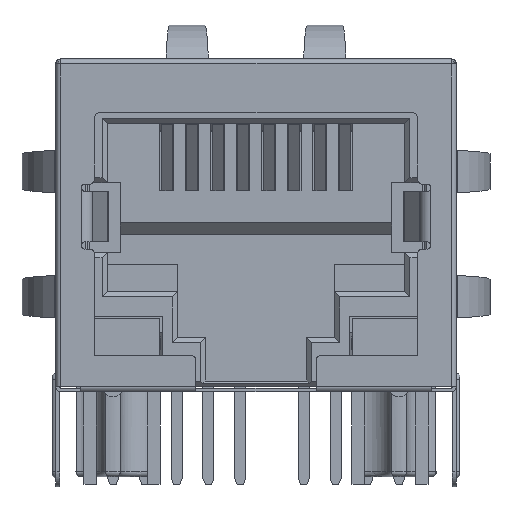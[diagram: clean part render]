
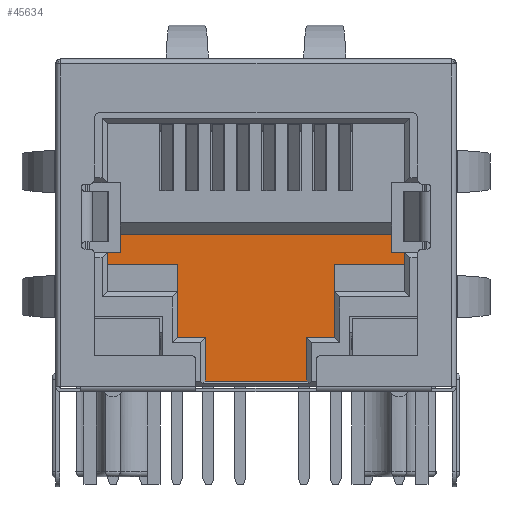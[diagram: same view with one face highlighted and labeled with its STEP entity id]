
A CAD part, front view. The second image highlights one B-rep face of the part: STEP entity #45634.
In plain terms, the highlighted planar face has unit normal (0, -1, 0).
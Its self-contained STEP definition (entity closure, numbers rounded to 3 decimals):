
#1894=ORIENTED_EDGE('',*,*,#12061,.F.);
#1895=ORIENTED_EDGE('',*,*,#12062,.T.);
#1896=ORIENTED_EDGE('',*,*,#12063,.F.);
#1897=ORIENTED_EDGE('',*,*,#12064,.F.);
#1898=ORIENTED_EDGE('',*,*,#12065,.F.);
#1899=ORIENTED_EDGE('',*,*,#12066,.F.);
#1900=ORIENTED_EDGE('',*,*,#12067,.T.);
#1901=ORIENTED_EDGE('',*,*,#12068,.T.);
#1902=ORIENTED_EDGE('',*,*,#12069,.F.);
#1903=ORIENTED_EDGE('',*,*,#12070,.T.);
#1904=ORIENTED_EDGE('',*,*,#12071,.T.);
#1905=ORIENTED_EDGE('',*,*,#12072,.T.);
#1906=ORIENTED_EDGE('',*,*,#12073,.T.);
#1907=ORIENTED_EDGE('',*,*,#12074,.T.);
#1908=ORIENTED_EDGE('',*,*,#12075,.T.);
#1909=ORIENTED_EDGE('',*,*,#12076,.T.);
#1910=ORIENTED_EDGE('',*,*,#12077,.T.);
#1911=ORIENTED_EDGE('',*,*,#12078,.T.);
#1912=ORIENTED_EDGE('',*,*,#12079,.T.);
#1913=ORIENTED_EDGE('',*,*,#12080,.F.);
#12061=EDGE_CURVE('',#17133,#17134,#20457,.T.);
#12062=EDGE_CURVE('',#17133,#17135,#20458,.T.);
#12063=EDGE_CURVE('',#17136,#17135,#20459,.T.);
#12064=EDGE_CURVE('',#17137,#17136,#20460,.T.);
#12065=EDGE_CURVE('',#17138,#17137,#20461,.T.);
#12066=EDGE_CURVE('',#17139,#17138,#20462,.T.);
#12067=EDGE_CURVE('',#17139,#17140,#20463,.T.);
#12068=EDGE_CURVE('',#17140,#17141,#20464,.T.);
#12069=EDGE_CURVE('',#17142,#17141,#20465,.T.);
#12070=EDGE_CURVE('',#17142,#17143,#20466,.T.);
#12071=EDGE_CURVE('',#17143,#17144,#20467,.T.);
#12072=EDGE_CURVE('',#17144,#17145,#20468,.T.);
#12073=EDGE_CURVE('',#17145,#17146,#20469,.T.);
#12074=EDGE_CURVE('',#17146,#17147,#20470,.T.);
#12075=EDGE_CURVE('',#17147,#17148,#20471,.T.);
#12076=EDGE_CURVE('',#17148,#17149,#20472,.T.);
#12077=EDGE_CURVE('',#17149,#17150,#20473,.T.);
#12078=EDGE_CURVE('',#17150,#17151,#20474,.T.);
#12079=EDGE_CURVE('',#17151,#17152,#20475,.T.);
#12080=EDGE_CURVE('',#17134,#17152,#20476,.T.);
#17133=VERTEX_POINT('',#59053);
#17134=VERTEX_POINT('',#59054);
#17135=VERTEX_POINT('',#59056);
#17136=VERTEX_POINT('',#59058);
#17137=VERTEX_POINT('',#59060);
#17138=VERTEX_POINT('',#59062);
#17139=VERTEX_POINT('',#59064);
#17140=VERTEX_POINT('',#59066);
#17141=VERTEX_POINT('',#59068);
#17142=VERTEX_POINT('',#59070);
#17143=VERTEX_POINT('',#59072);
#17144=VERTEX_POINT('',#59074);
#17145=VERTEX_POINT('',#59076);
#17146=VERTEX_POINT('',#59078);
#17147=VERTEX_POINT('',#59080);
#17148=VERTEX_POINT('',#59082);
#17149=VERTEX_POINT('',#59084);
#17150=VERTEX_POINT('',#59086);
#17151=VERTEX_POINT('',#59088);
#17152=VERTEX_POINT('',#59090);
#20457=LINE('',#59052,#24444);
#20458=LINE('',#59055,#24445);
#20459=LINE('',#59057,#24446);
#20460=LINE('',#59059,#24447);
#20461=LINE('',#59061,#24448);
#20462=LINE('',#59063,#24449);
#20463=LINE('',#59065,#24450);
#20464=LINE('',#59067,#24451);
#20465=LINE('',#59069,#24452);
#20466=LINE('',#59071,#24453);
#20467=LINE('',#59073,#24454);
#20468=LINE('',#59075,#24455);
#20469=LINE('',#59077,#24456);
#20470=LINE('',#59079,#24457);
#20471=LINE('',#59081,#24458);
#20472=LINE('',#59083,#24459);
#20473=LINE('',#59085,#24460);
#20474=LINE('',#59087,#24461);
#20475=LINE('',#59089,#24462);
#20476=LINE('',#59091,#24463);
#24444=VECTOR('',#50104,1000.);
#24445=VECTOR('',#50105,1000.);
#24446=VECTOR('',#50106,1000.);
#24447=VECTOR('',#50107,1000.);
#24448=VECTOR('',#50108,1000.);
#24449=VECTOR('',#50109,1000.);
#24450=VECTOR('',#50110,1000.);
#24451=VECTOR('',#50111,1000.);
#24452=VECTOR('',#50112,1000.);
#24453=VECTOR('',#50113,1000.);
#24454=VECTOR('',#50114,1000.);
#24455=VECTOR('',#50115,1000.);
#24456=VECTOR('',#50116,1000.);
#24457=VECTOR('',#50117,1000.);
#24458=VECTOR('',#50118,1000.);
#24459=VECTOR('',#50119,1000.);
#24460=VECTOR('',#50120,1000.);
#24461=VECTOR('',#50121,1000.);
#24462=VECTOR('',#50122,1000.);
#24463=VECTOR('',#50123,1000.);
#28161=EDGE_LOOP('',(#1894,#1895,#1896,#1897,#1898,#1899,#1900,#1901,#1902,
#1903,#1904,#1905,#1906,#1907,#1908,#1909,#1910,#1911,#1912,#1913));
#29995=FACE_BOUND('',#28161,.T.);
#31828=PLANE('',#47423);
#45634=ADVANCED_FACE('',(#29995),#31828,.F.);
#47423=AXIS2_PLACEMENT_3D('',#59051,#50102,#50103);
#50102=DIRECTION('',(0.,1.,0.));
#50103=DIRECTION('',(0.,0.,1.));
#50104=DIRECTION('',(-1.,0.,0.));
#50105=DIRECTION('',(0.,0.,1.));
#50106=DIRECTION('',(-1.,0.,0.));
#50107=DIRECTION('',(0.,0.,-1.));
#50108=DIRECTION('',(1.,0.,0.));
#50109=DIRECTION('',(0.,0.,-1.));
#50110=DIRECTION('',(-1.,0.,0.));
#50111=DIRECTION('',(0.,0.,-1.));
#50112=DIRECTION('',(1.,0.,0.));
#50113=DIRECTION('',(0.,0.,-1.));
#50114=DIRECTION('',(1.,0.,0.));
#50115=DIRECTION('',(0.,0.,-1.));
#50116=DIRECTION('',(1.,0.,0.));
#50117=DIRECTION('',(0.,0.,-1.));
#50118=DIRECTION('',(-1.,0.,0.));
#50119=DIRECTION('',(0.,0.,-1.));
#50120=DIRECTION('',(1.,0.,0.));
#50121=DIRECTION('',(0.,0.,1.));
#50122=DIRECTION('',(-1.,0.,0.));
#50123=DIRECTION('',(0.,0.,-1.));
#59051=CARTESIAN_POINT('',(5.95,0.911,-0.31));
#59052=CARTESIAN_POINT('',(2.025,0.911,-4.42));
#59053=CARTESIAN_POINT('',(3.15,0.911,-4.42));
#59054=CARTESIAN_POINT('',(2.025,0.911,-4.42));
#59055=CARTESIAN_POINT('',(3.15,0.911,-4.42));
#59056=CARTESIAN_POINT('',(3.15,0.911,-1.53));
#59057=CARTESIAN_POINT('',(5.95,0.911,-1.53));
#59058=CARTESIAN_POINT('',(5.95,0.911,-1.53));
#59059=CARTESIAN_POINT('',(5.95,0.911,-0.31));
#59060=CARTESIAN_POINT('',(5.95,0.911,-1.04));
#59061=CARTESIAN_POINT('',(5.95,0.911,-1.04));
#59062=CARTESIAN_POINT('',(5.425,0.911,-1.04));
#59063=CARTESIAN_POINT('',(5.425,0.911,1.76));
#59064=CARTESIAN_POINT('',(5.425,0.911,-0.31));
#59065=CARTESIAN_POINT('',(5.95,0.911,-0.31));
#59066=CARTESIAN_POINT('',(-5.425,0.911,-0.31));
#59067=CARTESIAN_POINT('',(-5.425,0.911,1.76));
#59068=CARTESIAN_POINT('',(-5.425,0.911,-1.04));
#59069=CARTESIAN_POINT('',(-6.725,0.911,-1.04));
#59070=CARTESIAN_POINT('',(-5.95,0.911,-1.04));
#59071=CARTESIAN_POINT('',(-5.95,0.911,-0.31));
#59072=CARTESIAN_POINT('',(-5.95,0.911,-1.53));
#59073=CARTESIAN_POINT('',(-5.95,0.911,-1.53));
#59074=CARTESIAN_POINT('',(-3.15,0.911,-1.53));
#59075=CARTESIAN_POINT('',(-3.15,0.911,-1.53));
#59076=CARTESIAN_POINT('',(-3.15,0.911,-4.42));
#59077=CARTESIAN_POINT('',(-2.025,0.911,-4.42));
#59078=CARTESIAN_POINT('',(-2.025,0.911,-4.42));
#59079=CARTESIAN_POINT('',(-2.025,0.911,-5.8));
#59080=CARTESIAN_POINT('',(-2.025,0.911,-5.8));
#59081=CARTESIAN_POINT('',(2.03,0.911,-5.8));
#59082=CARTESIAN_POINT('',(-2.03,0.911,-5.8));
#59083=CARTESIAN_POINT('',(-2.03,0.911,-5.8));
#59084=CARTESIAN_POINT('',(-2.03,0.911,-6.17));
#59085=CARTESIAN_POINT('',(-2.03,0.911,-6.17));
#59086=CARTESIAN_POINT('',(2.03,0.911,-6.17));
#59087=CARTESIAN_POINT('',(2.03,0.911,-6.17));
#59088=CARTESIAN_POINT('',(2.03,0.911,-5.8));
#59089=CARTESIAN_POINT('',(2.03,0.911,-5.8));
#59090=CARTESIAN_POINT('',(2.025,0.911,-5.8));
#59091=CARTESIAN_POINT('',(2.025,0.911,-5.8));
